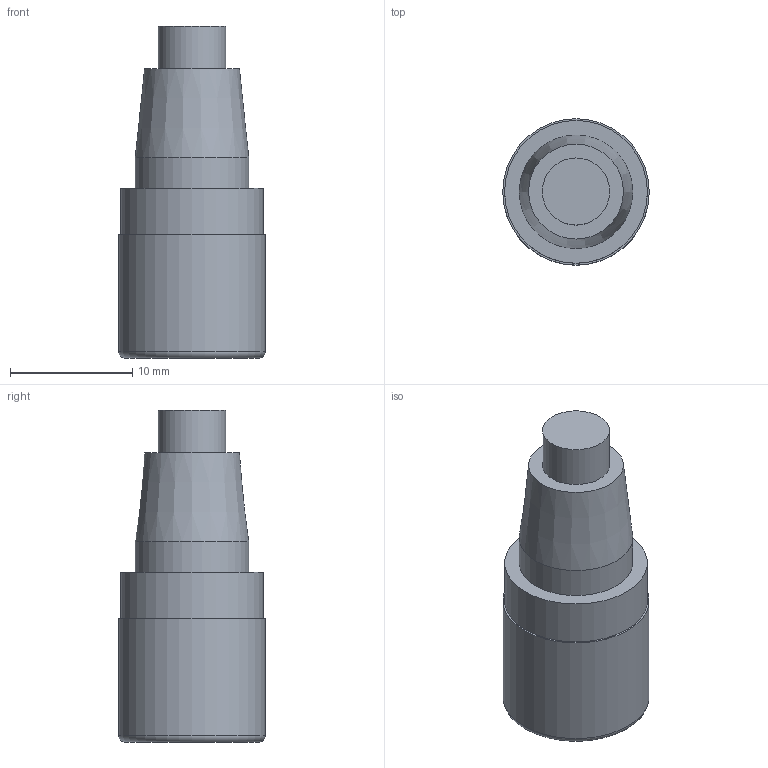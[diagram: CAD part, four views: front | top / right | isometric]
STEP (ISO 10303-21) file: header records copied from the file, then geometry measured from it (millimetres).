
FILE_DESCRIPTION(/* description */ ('3-D model version:1'),/* implementation_level */ '2;1');
FILE_NAME(/* name */ '316-12SM210-12005P',/* time_stamp */ '2014-08-21T15:19:05+02:00',/* author */ ('InteractiveCad'),/* organization */ ('AB Sandvik Coromant'),/* preprocessor_version */ 'ST-DEVELOPER v11',/* originating_system */ 'SIEMENS UGS NX 6.0',/* authorisation */ '');
FILE_SCHEMA (('AP203_CONFIGURATION_CONTROLLED_3D_DESIGN_OF_MECHANICAL_PARTS_AND_ASSEMBLIES_MIM_LF'));
Length unit declared in the file: millimetre
Products named in the file (1): 316_12SM210_12005P_SIM
Bounding box: 12 x 12 x 27.2 mm (x, y, z)
Volume: 2220.4 mm3; surface area: 1263.2 mm2
Topology: 2 solids, 2 shells, 12 faces, 16 edges, 10 vertices
Faces by surface type: plane 6, cylinder 4, torus 1, cone 1
Full cylindrical faces by diameter (mm): 5.5 x1, 9.3 x1, 11.7 x1, 12 x1
Entity records: 326 total; most frequent: DIRECTION 46, CARTESIAN_POINT 33, AXIS2_PLACEMENT_3D 23, EDGE_LOOP 20, ORIENTED_EDGE 20, FACE_BOUND 16, ADVANCED_FACE 12, VERTEX_POINT 10
